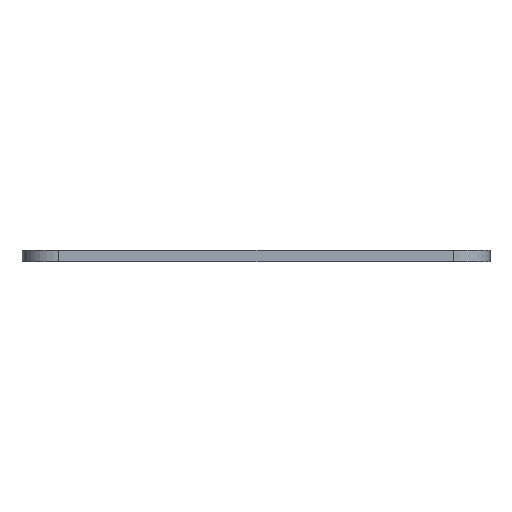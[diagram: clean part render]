
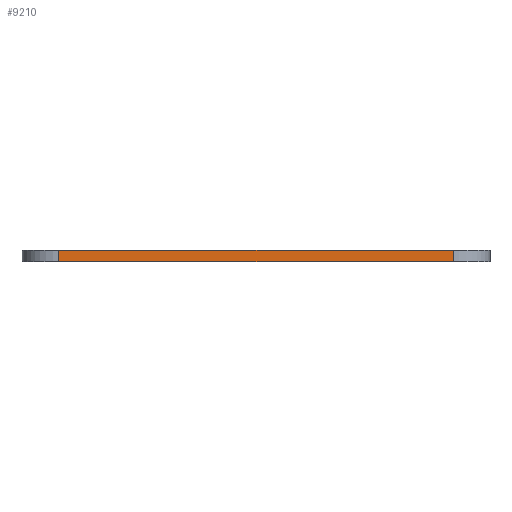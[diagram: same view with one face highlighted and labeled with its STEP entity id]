
A CAD part, left-side view. The second image highlights one B-rep face of the part: STEP entity #9210.
In plain terms, the highlighted planar face has unit normal (-1, 0, 0).
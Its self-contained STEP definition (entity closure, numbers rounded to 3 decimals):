
#949=PLANE('',#9768);
#1165=FACE_OUTER_BOUND('',#1686,.T.);
#1686=EDGE_LOOP('',(#6327,#6328,#6329,#6330));
#2253=LINE('',#11456,#3072);
#2254=LINE('',#11459,#3073);
#2255=LINE('',#11461,#3074);
#2256=LINE('',#11462,#3075);
#3072=VECTOR('',#10061,10.);
#3073=VECTOR('',#10064,10.);
#3074=VECTOR('',#10065,10.);
#3075=VECTOR('',#10066,10.);
#3938=VERTEX_POINT('',#11449);
#3941=VERTEX_POINT('',#11454);
#3942=VERTEX_POINT('',#11458);
#3943=VERTEX_POINT('',#11460);
#4895=EDGE_CURVE('',#3941,#3938,#2253,.T.);
#4896=EDGE_CURVE('',#3942,#3941,#2254,.T.);
#4897=EDGE_CURVE('',#3943,#3942,#2255,.T.);
#4898=EDGE_CURVE('',#3938,#3943,#2256,.T.);
#6327=ORIENTED_EDGE('',*,*,#4895,.F.);
#6328=ORIENTED_EDGE('',*,*,#4896,.F.);
#6329=ORIENTED_EDGE('',*,*,#4897,.F.);
#6330=ORIENTED_EDGE('',*,*,#4898,.F.);
#9210=ADVANCED_FACE('',(#1165),#949,.T.);
#9768=AXIS2_PLACEMENT_3D('',#11457,#10062,#10063);
#10061=DIRECTION('',(0.,0.,1.));
#10062=DIRECTION('center_axis',(-1.,0.,0.));
#10063=DIRECTION('ref_axis',(0.,-1.,0.));
#10064=DIRECTION('',(0.,1.,0.));
#10065=DIRECTION('',(0.,0.,-1.));
#10066=DIRECTION('',(0.,-1.,0.));
#11449=CARTESIAN_POINT('',(0.,-5.,1.5));
#11454=CARTESIAN_POINT('',(0.,-5.,0.));
#11456=CARTESIAN_POINT('',(0.,-5.,0.));
#11457=CARTESIAN_POINT('Origin',(0.,0.,0.));
#11458=CARTESIAN_POINT('',(0.,-58.37,0.));
#11459=CARTESIAN_POINT('',(0.,-63.37,0.));
#11460=CARTESIAN_POINT('',(0.,-58.37,1.5));
#11461=CARTESIAN_POINT('',(0.,-58.37,0.));
#11462=CARTESIAN_POINT('',(0.,-63.37,1.5));
